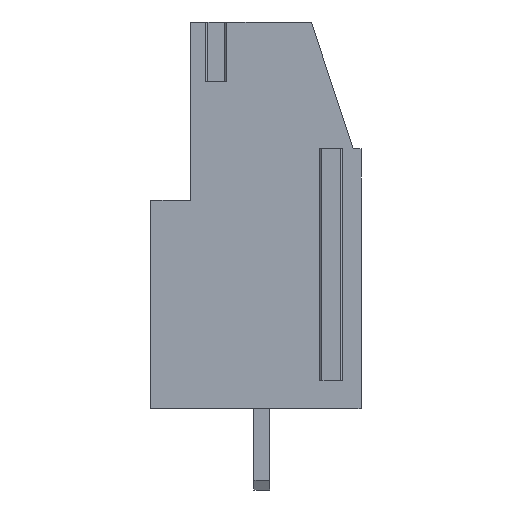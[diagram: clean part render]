
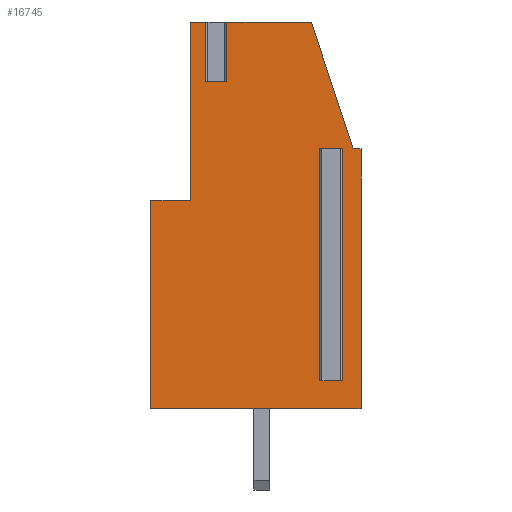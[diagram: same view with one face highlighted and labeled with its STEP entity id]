
A CAD part, left-side view. The second image highlights one B-rep face of the part: STEP entity #16745.
In plain terms, the highlighted planar face has unit normal (-1, 0, 0).
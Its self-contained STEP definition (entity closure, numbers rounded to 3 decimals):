
#33 = DIRECTION ( 'NONE',  ( 0., 0., 1. ) ) ;
#37 = DIRECTION ( 'NONE',  ( 0., 0., 1. ) ) ;
#382 = EDGE_CURVE ( 'NONE', #2031, #11358, #15948, .T. ) ;
#491 = CARTESIAN_POINT ( 'NONE',  ( -10.16, 5.6, 0. ) ) ;
#683 = CARTESIAN_POINT ( 'NONE',  ( -10.16, 2.836, 19.5 ) ) ;
#829 = LINE ( 'NONE', #2392, #4651 ) ;
#1146 = CARTESIAN_POINT ( 'NONE',  ( -10.16, 1.764, 19.5 ) ) ;
#1280 = FACE_BOUND ( 'NONE', #13279, .T. ) ;
#1302 = CARTESIAN_POINT ( 'NONE',  ( -10.16, 3.6, 10.5 ) ) ;
#1577 = DIRECTION ( 'NONE',  ( 0., 1., 0. ) ) ;
#1607 = CARTESIAN_POINT ( 'NONE',  ( -10.16, 2.836, 16.5 ) ) ;
#1742 = ORIENTED_EDGE ( 'NONE', *, *, #9578, .F. ) ;
#1802 = ORIENTED_EDGE ( 'NONE', *, *, #3428, .F. ) ;
#1985 = ORIENTED_EDGE ( 'NONE', *, *, #6567, .T. ) ;
#2031 = VERTEX_POINT ( 'NONE', #16780 ) ;
#2392 = CARTESIAN_POINT ( 'NONE',  ( -10.16, 5.6, 19.5 ) ) ;
#2405 = DIRECTION ( 'NONE',  ( 0., 0.312, 0.95 ) ) ;
#2560 = LINE ( 'NONE', #7653, #16825 ) ;
#2595 = DIRECTION ( 'NONE',  ( 0., 0., 1. ) ) ;
#2717 = ORIENTED_EDGE ( 'NONE', *, *, #21302, .T. ) ;
#2758 = DIRECTION ( 'NONE',  ( 0., 0., -1. ) ) ;
#2775 = VERTEX_POINT ( 'NONE', #683 ) ;
#3211 = VERTEX_POINT ( 'NONE', #17084 ) ;
#3428 = EDGE_CURVE ( 'NONE', #14672, #4504, #11740, .T. ) ;
#4283 = DIRECTION ( 'NONE',  ( 0., 0., 1. ) ) ;
#4337 = CARTESIAN_POINT ( 'NONE',  ( -10.16, -5., 19.5 ) ) ;
#4343 = VECTOR ( 'NONE', #16039, 1000. ) ;
#4504 = VERTEX_POINT ( 'NONE', #12151 ) ;
#4651 = VECTOR ( 'NONE', #17923, 1000. ) ;
#4825 = VERTEX_POINT ( 'NONE', #7735 ) ;
#5334 = EDGE_CURVE ( 'NONE', #13410, #2775, #21187, .T. ) ;
#5545 = ORIENTED_EDGE ( 'NONE', *, *, #21429, .T. ) ;
#5815 = CARTESIAN_POINT ( 'NONE',  ( -10.16, -5., 0. ) ) ;
#5961 = LINE ( 'NONE', #13063, #16534 ) ;
#6301 = DIRECTION ( 'NONE',  ( 0., 0., -1. ) ) ;
#6567 = EDGE_CURVE ( 'NONE', #7336, #3211, #11695, .T. ) ;
#6774 = CARTESIAN_POINT ( 'NONE',  ( -10.16, 5.6, 19.5 ) ) ;
#6869 = CARTESIAN_POINT ( 'NONE',  ( -10.16, -5., 13.1 ) ) ;
#6991 = ORIENTED_EDGE ( 'NONE', *, *, #15096, .F. ) ;
#7336 = VERTEX_POINT ( 'NONE', #11484 ) ;
#7419 = DIRECTION ( 'NONE',  ( 0., 0., -1. ) ) ;
#7451 = CARTESIAN_POINT ( 'NONE',  ( -10.16, -3.1, -1.31 ) ) ;
#7653 = CARTESIAN_POINT ( 'NONE',  ( -10.16, 5.6, 19.5 ) ) ;
#7725 = ORIENTED_EDGE ( 'NONE', *, *, #382, .T. ) ;
#7734 = CARTESIAN_POINT ( 'NONE',  ( -10.16, 1.764, 16.5 ) ) ;
#7735 = CARTESIAN_POINT ( 'NONE',  ( -10.16, 5.6, 10.5 ) ) ;
#8265 = DIRECTION ( 'NONE',  ( 0., 1., 0. ) ) ;
#8565 = DIRECTION ( 'NONE',  ( 0., 1., 0. ) ) ;
#8584 = LINE ( 'NONE', #15482, #18790 ) ;
#9314 = EDGE_CURVE ( 'NONE', #3211, #19038, #14147, .T. ) ;
#9443 = EDGE_CURVE ( 'NONE', #15573, #21288, #16830, .T. ) ;
#9447 = CARTESIAN_POINT ( 'NONE',  ( -10.16, -3.9, -1.31 ) ) ;
#9566 = ORIENTED_EDGE ( 'NONE', *, *, #12843, .T. ) ;
#9578 = EDGE_CURVE ( 'NONE', #14803, #19592, #8584, .T. ) ;
#10159 = ORIENTED_EDGE ( 'NONE', *, *, #21400, .F. ) ;
#10673 = AXIS2_PLACEMENT_3D ( 'NONE', #6774, #13877, #8565 ) ;
#10693 = CARTESIAN_POINT ( 'NONE',  ( -10.16, 2.836, 16.5 ) ) ;
#10777 = VECTOR ( 'NONE', #2758, 1000. ) ;
#11127 = ORIENTED_EDGE ( 'NONE', *, *, #9443, .F. ) ;
#11268 = LINE ( 'NONE', #18130, #11556 ) ;
#11358 = VERTEX_POINT ( 'NONE', #5815 ) ;
#11484 = CARTESIAN_POINT ( 'NONE',  ( -10.16, -5., 13.1 ) ) ;
#11499 = FACE_OUTER_BOUND ( 'NONE', #17921, .T. ) ;
#11556 = VECTOR ( 'NONE', #14910, 1000. ) ;
#11695 = LINE ( 'NONE', #6869, #16530 ) ;
#11740 = LINE ( 'NONE', #15056, #18973 ) ;
#12151 = CARTESIAN_POINT ( 'NONE',  ( -10.16, -3.9, 1.4 ) ) ;
#12843 = EDGE_CURVE ( 'NONE', #4825, #2031, #2560, .T. ) ;
#12959 = VECTOR ( 'NONE', #19272, 1000. ) ;
#13063 = CARTESIAN_POINT ( 'NONE',  ( -10.16, 3.6, 19.5 ) ) ;
#13279 = EDGE_LOOP ( 'NONE', ( #14209, #11127, #19989, #1802 ) ) ;
#13410 = VERTEX_POINT ( 'NONE', #19051 ) ;
#13558 = CARTESIAN_POINT ( 'NONE',  ( -10.16, -3.9, 13.1 ) ) ;
#13877 = DIRECTION ( 'NONE',  ( 1., 0., 0. ) ) ;
#14147 = LINE ( 'NONE', #19618, #18423 ) ;
#14209 = ORIENTED_EDGE ( 'NONE', *, *, #15964, .T. ) ;
#14312 = EDGE_CURVE ( 'NONE', #13410, #16328, #5961, .T. ) ;
#14336 = DIRECTION ( 'NONE',  ( 0., -1., 0. ) ) ;
#14463 = VECTOR ( 'NONE', #33, 1000. ) ;
#14672 = VERTEX_POINT ( 'NONE', #17079 ) ;
#14754 = VECTOR ( 'NONE', #4283, 1000. ) ;
#14803 = VERTEX_POINT ( 'NONE', #7734 ) ;
#14910 = DIRECTION ( 'NONE',  ( 0., 1., 0. ) ) ;
#15056 = CARTESIAN_POINT ( 'NONE',  ( -10.16, -3.9, 1.4 ) ) ;
#15096 = EDGE_CURVE ( 'NONE', #19592, #19038, #829, .T. ) ;
#15243 = VECTOR ( 'NONE', #8265, 1000. ) ;
#15284 = CARTESIAN_POINT ( 'NONE',  ( -10.16, -3.9, 13.1 ) ) ;
#15376 = VECTOR ( 'NONE', #14336, 1000. ) ;
#15478 = CARTESIAN_POINT ( 'NONE',  ( -10.16, -3.1, 13.1 ) ) ;
#15482 = CARTESIAN_POINT ( 'NONE',  ( -10.16, 1.764, 16.5 ) ) ;
#15573 = VERTEX_POINT ( 'NONE', #15284 ) ;
#15948 = LINE ( 'NONE', #491, #12959 ) ;
#15964 = EDGE_CURVE ( 'NONE', #14672, #21288, #16257, .T. ) ;
#16039 = DIRECTION ( 'NONE',  ( 0., -1., 0. ) ) ;
#16257 = LINE ( 'NONE', #7451, #18522 ) ;
#16328 = VERTEX_POINT ( 'NONE', #1302 ) ;
#16530 = VECTOR ( 'NONE', #1577, 1000. ) ;
#16534 = VECTOR ( 'NONE', #6301, 1000. ) ;
#16711 = PLANE ( 'NONE',  #10673 ) ;
#16745 = ADVANCED_FACE ( 'NONE', ( #1280, #11499 ), #16711, .F. ) ;
#16780 = CARTESIAN_POINT ( 'NONE',  ( -10.16, 5.6, 0. ) ) ;
#16825 = VECTOR ( 'NONE', #7419, 1000. ) ;
#16830 = LINE ( 'NONE', #13558, #15243 ) ;
#17046 = LINE ( 'NONE', #1607, #14463 ) ;
#17079 = CARTESIAN_POINT ( 'NONE',  ( -10.16, -3.1, 1.4 ) ) ;
#17084 = CARTESIAN_POINT ( 'NONE',  ( -10.16, -4.6, 13.1 ) ) ;
#17404 = ORIENTED_EDGE ( 'NONE', *, *, #5334, .F. ) ;
#17478 = LINE ( 'NONE', #10693, #4343 ) ;
#17574 = CARTESIAN_POINT ( 'NONE',  ( -10.16, 5.6, 19.5 ) ) ;
#17921 = EDGE_LOOP ( 'NONE', ( #6991, #1742, #10159, #2717, #17404, #19218, #5545, #9566, #7725, #18501, #1985, #18610 ) ) ;
#17923 = DIRECTION ( 'NONE',  ( 0., -1., 0. ) ) ;
#18130 = CARTESIAN_POINT ( 'NONE',  ( -10.16, 3.6, 10.5 ) ) ;
#18169 = LINE ( 'NONE', #4337, #10777 ) ;
#18188 = CARTESIAN_POINT ( 'NONE',  ( -10.16, -2.5, 19.5 ) ) ;
#18232 = VERTEX_POINT ( 'NONE', #21706 ) ;
#18341 = LINE ( 'NONE', #9447, #14754 ) ;
#18423 = VECTOR ( 'NONE', #2405, 1000. ) ;
#18501 = ORIENTED_EDGE ( 'NONE', *, *, #20108, .F. ) ;
#18522 = VECTOR ( 'NONE', #2595, 1000. ) ;
#18610 = ORIENTED_EDGE ( 'NONE', *, *, #9314, .T. ) ;
#18790 = VECTOR ( 'NONE', #37, 1000. ) ;
#18973 = VECTOR ( 'NONE', #22010, 1000. ) ;
#19038 = VERTEX_POINT ( 'NONE', #18188 ) ;
#19051 = CARTESIAN_POINT ( 'NONE',  ( -10.16, 3.6, 19.5 ) ) ;
#19218 = ORIENTED_EDGE ( 'NONE', *, *, #14312, .T. ) ;
#19272 = DIRECTION ( 'NONE',  ( 0., -1., 0. ) ) ;
#19592 = VERTEX_POINT ( 'NONE', #1146 ) ;
#19600 = EDGE_CURVE ( 'NONE', #4504, #15573, #18341, .T. ) ;
#19618 = CARTESIAN_POINT ( 'NONE',  ( -10.16, -4.6, 13.1 ) ) ;
#19989 = ORIENTED_EDGE ( 'NONE', *, *, #19600, .F. ) ;
#20108 = EDGE_CURVE ( 'NONE', #7336, #11358, #18169, .T. ) ;
#21187 = LINE ( 'NONE', #17574, #15376 ) ;
#21288 = VERTEX_POINT ( 'NONE', #15478 ) ;
#21302 = EDGE_CURVE ( 'NONE', #18232, #2775, #17046, .T. ) ;
#21400 = EDGE_CURVE ( 'NONE', #18232, #14803, #17478, .T. ) ;
#21429 = EDGE_CURVE ( 'NONE', #16328, #4825, #11268, .T. ) ;
#21706 = CARTESIAN_POINT ( 'NONE',  ( -10.16, 2.836, 16.5 ) ) ;
#22010 = DIRECTION ( 'NONE',  ( 0., -1., 0. ) ) ;
